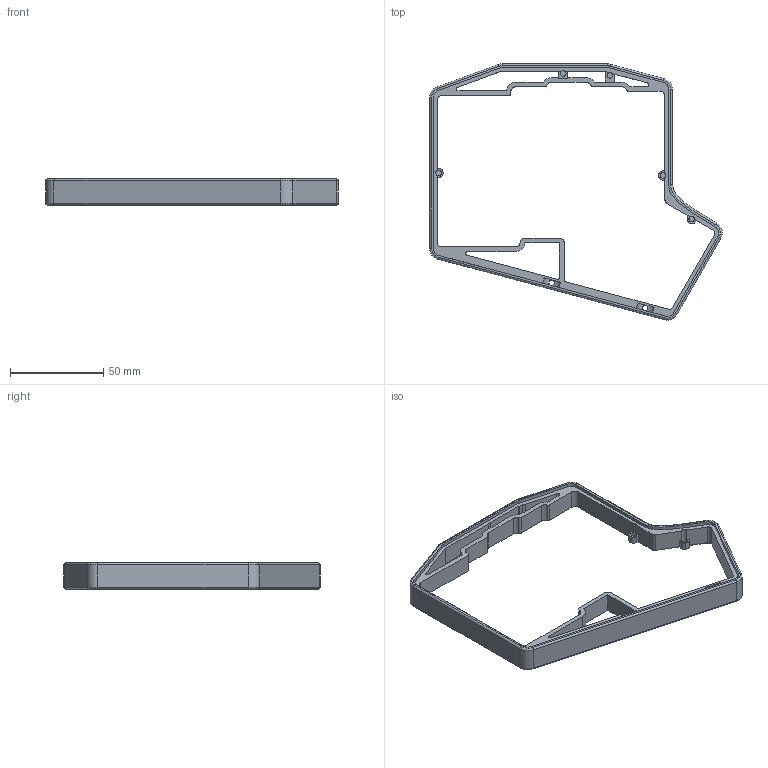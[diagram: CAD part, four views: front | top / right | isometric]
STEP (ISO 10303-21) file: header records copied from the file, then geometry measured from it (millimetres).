
FILE_DESCRIPTION(('HOOPS Exchange Step'),'2;1');
FILE_NAME('temp_export','2023-07-21T16:11:28+09:00',('kimsangyoun'),('Shapr3D Limited'),'HOOPS Exchange 2022.2','Shapr3D','Authorized');
FILE_SCHEMA( ('AUTOMOTIVE_DESIGN { 1 0 10303 214 1 1 1 1 }') );
Length unit declared in the file: millimetre
Products named in the file (1): root
Bounding box: 157.08 x 137.48 x 14 mm (x, y, z)
Volume: 32076.8 mm3; surface area: 23386.2 mm2
Topology: 1 solids, 1 shells, 189 faces, 544 edges, 351 vertices
Faces by surface type: plane 86, cylinder 84, torus 14, bspline 5
Full cylindrical faces by diameter (mm): 3 x7
Entity records: 7737 total; most frequent: CARTESIAN_POINT 2618, DIRECTION 1095, ORIENTED_EDGE 1080, EDGE_CURVE 540, AXIS2_PLACEMENT_3D 384, VERTEX_POINT 349, VECTOR 327, LINE 327
